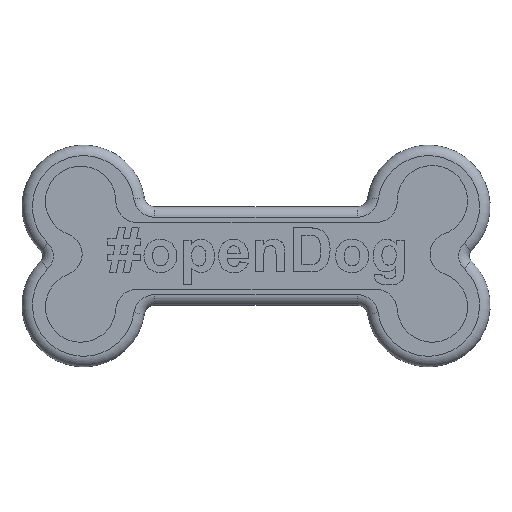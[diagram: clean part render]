
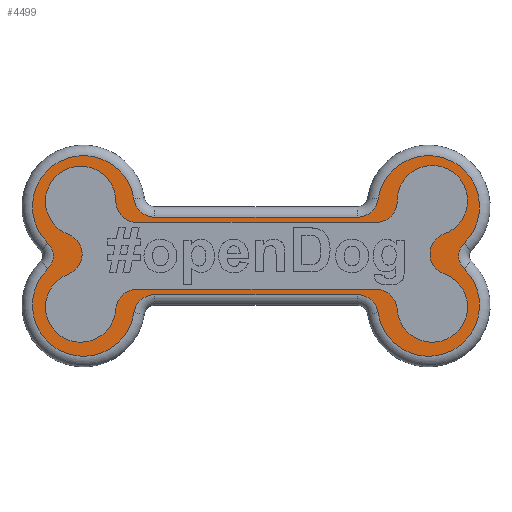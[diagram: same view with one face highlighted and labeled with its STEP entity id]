
A CAD part, top view. The second image highlights one B-rep face of the part: STEP entity #4499.
In plain terms, the highlighted planar face has unit normal (0, 0, 1).
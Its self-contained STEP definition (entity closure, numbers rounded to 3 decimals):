
#163=FACE_BOUND('',#981,.T.);
#486=PLANE('',#4697);
#718=FACE_OUTER_BOUND('',#980,.T.);
#980=EDGE_LOOP('',(#4120,#4121,#4122,#4123,#4124,#4125,#4126,#4127,#4128,
#4129,#4130,#4131));
#981=EDGE_LOOP('',(#4132,#4133,#4134,#4135,#4136,#4137,#4138,#4139,#4140,
#4141,#4142,#4143));
#1316=LINE('',#8766,#1664);
#1318=LINE('',#8802,#1666);
#1328=LINE('',#8838,#1676);
#1329=LINE('',#8850,#1677);
#1664=VECTOR('',#5312,10.);
#1666=VECTOR('',#5358,10.);
#1676=VECTOR('',#5400,10.);
#1677=VECTOR('',#5411,10.);
#1721=CIRCLE('',#4646,14.5);
#1723=CIRCLE('',#4649,5.);
#1726=CIRCLE('',#4653,14.5);
#1729=CIRCLE('',#4657,6.);
#1733=CIRCLE('',#4663,6.);
#1736=CIRCLE('',#4667,14.5);
#1739=CIRCLE('',#4671,5.);
#1742=CIRCLE('',#4675,14.5);
#1745=CIRCLE('',#4679,6.);
#1749=CIRCLE('',#4685,6.);
#1755=CIRCLE('',#4698,6.);
#1756=CIRCLE('',#4699,6.);
#1757=CIRCLE('',#4700,10.);
#1758=CIRCLE('',#4701,6.);
#1759=CIRCLE('',#4702,10.);
#1760=CIRCLE('',#4703,6.);
#1761=CIRCLE('',#4704,6.);
#1762=CIRCLE('',#4705,10.);
#1763=CIRCLE('',#4706,6.);
#1764=CIRCLE('',#4707,10.);
#2164=VERTEX_POINT('',#8736);
#2167=VERTEX_POINT('',#8741);
#2169=VERTEX_POINT('',#8746);
#2171=VERTEX_POINT('',#8752);
#2173=VERTEX_POINT('',#8758);
#2175=VERTEX_POINT('',#8764);
#2177=VERTEX_POINT('',#8770);
#2179=VERTEX_POINT('',#8776);
#2181=VERTEX_POINT('',#8782);
#2183=VERTEX_POINT('',#8788);
#2185=VERTEX_POINT('',#8794);
#2187=VERTEX_POINT('',#8800);
#2195=VERTEX_POINT('',#8834);
#2196=VERTEX_POINT('',#8835);
#2197=VERTEX_POINT('',#8837);
#2198=VERTEX_POINT('',#8839);
#2199=VERTEX_POINT('',#8841);
#2200=VERTEX_POINT('',#8843);
#2201=VERTEX_POINT('',#8845);
#2202=VERTEX_POINT('',#8847);
#2203=VERTEX_POINT('',#8849);
#2204=VERTEX_POINT('',#8851);
#2205=VERTEX_POINT('',#8853);
#2206=VERTEX_POINT('',#8855);
#2803=EDGE_CURVE('',#2167,#2164,#1721,.T.);
#2805=EDGE_CURVE('',#2169,#2167,#1723,.T.);
#2808=EDGE_CURVE('',#2171,#2169,#1726,.T.);
#2811=EDGE_CURVE('',#2173,#2171,#1729,.T.);
#2814=EDGE_CURVE('',#2175,#2173,#1316,.T.);
#2817=EDGE_CURVE('',#2177,#2175,#1733,.T.);
#2820=EDGE_CURVE('',#2179,#2177,#1736,.T.);
#2823=EDGE_CURVE('',#2181,#2179,#1739,.T.);
#2826=EDGE_CURVE('',#2183,#2181,#1742,.T.);
#2829=EDGE_CURVE('',#2185,#2183,#1745,.T.);
#2832=EDGE_CURVE('',#2187,#2185,#1318,.T.);
#2835=EDGE_CURVE('',#2164,#2187,#1749,.T.);
#2849=EDGE_CURVE('',#2195,#2196,#1755,.T.);
#2850=EDGE_CURVE('',#2196,#2197,#1328,.T.);
#2851=EDGE_CURVE('',#2197,#2198,#1756,.T.);
#2852=EDGE_CURVE('',#2198,#2199,#1757,.T.);
#2853=EDGE_CURVE('',#2199,#2200,#1758,.T.);
#2854=EDGE_CURVE('',#2200,#2201,#1759,.T.);
#2855=EDGE_CURVE('',#2201,#2202,#1760,.T.);
#2856=EDGE_CURVE('',#2202,#2203,#1329,.T.);
#2857=EDGE_CURVE('',#2203,#2204,#1761,.T.);
#2858=EDGE_CURVE('',#2204,#2205,#1762,.T.);
#2859=EDGE_CURVE('',#2206,#2205,#1763,.T.);
#2860=EDGE_CURVE('',#2206,#2195,#1764,.T.);
#4120=ORIENTED_EDGE('',*,*,#2803,.F.);
#4121=ORIENTED_EDGE('',*,*,#2805,.F.);
#4122=ORIENTED_EDGE('',*,*,#2808,.F.);
#4123=ORIENTED_EDGE('',*,*,#2811,.F.);
#4124=ORIENTED_EDGE('',*,*,#2814,.F.);
#4125=ORIENTED_EDGE('',*,*,#2817,.F.);
#4126=ORIENTED_EDGE('',*,*,#2820,.F.);
#4127=ORIENTED_EDGE('',*,*,#2823,.F.);
#4128=ORIENTED_EDGE('',*,*,#2826,.F.);
#4129=ORIENTED_EDGE('',*,*,#2829,.F.);
#4130=ORIENTED_EDGE('',*,*,#2832,.F.);
#4131=ORIENTED_EDGE('',*,*,#2835,.F.);
#4132=ORIENTED_EDGE('',*,*,#2849,.T.);
#4133=ORIENTED_EDGE('',*,*,#2850,.T.);
#4134=ORIENTED_EDGE('',*,*,#2851,.T.);
#4135=ORIENTED_EDGE('',*,*,#2852,.T.);
#4136=ORIENTED_EDGE('',*,*,#2853,.T.);
#4137=ORIENTED_EDGE('',*,*,#2854,.T.);
#4138=ORIENTED_EDGE('',*,*,#2855,.T.);
#4139=ORIENTED_EDGE('',*,*,#2856,.T.);
#4140=ORIENTED_EDGE('',*,*,#2857,.T.);
#4141=ORIENTED_EDGE('',*,*,#2858,.T.);
#4142=ORIENTED_EDGE('',*,*,#2859,.F.);
#4143=ORIENTED_EDGE('',*,*,#2860,.T.);
#4499=ADVANCED_FACE('',(#718,#163),#486,.T.);
#4646=AXIS2_PLACEMENT_3D('',#8743,#5282,#5283);
#4649=AXIS2_PLACEMENT_3D('',#8748,#5288,#5289);
#4653=AXIS2_PLACEMENT_3D('',#8754,#5296,#5297);
#4657=AXIS2_PLACEMENT_3D('',#8760,#5304,#5305);
#4663=AXIS2_PLACEMENT_3D('',#8772,#5318,#5319);
#4667=AXIS2_PLACEMENT_3D('',#8778,#5326,#5327);
#4671=AXIS2_PLACEMENT_3D('',#8784,#5334,#5335);
#4675=AXIS2_PLACEMENT_3D('',#8790,#5342,#5343);
#4679=AXIS2_PLACEMENT_3D('',#8796,#5350,#5351);
#4685=AXIS2_PLACEMENT_3D('',#8806,#5364,#5365);
#4697=AXIS2_PLACEMENT_3D('',#8833,#5396,#5397);
#4698=AXIS2_PLACEMENT_3D('',#8836,#5398,#5399);
#4699=AXIS2_PLACEMENT_3D('',#8840,#5401,#5402);
#4700=AXIS2_PLACEMENT_3D('',#8842,#5403,#5404);
#4701=AXIS2_PLACEMENT_3D('',#8844,#5405,#5406);
#4702=AXIS2_PLACEMENT_3D('',#8846,#5407,#5408);
#4703=AXIS2_PLACEMENT_3D('',#8848,#5409,#5410);
#4704=AXIS2_PLACEMENT_3D('',#8852,#5412,#5413);
#4705=AXIS2_PLACEMENT_3D('',#8854,#5414,#5415);
#4706=AXIS2_PLACEMENT_3D('',#8856,#5416,#5417);
#4707=AXIS2_PLACEMENT_3D('',#8857,#5418,#5419);
#5282=DIRECTION('center_axis',(0.,0.,-1.));
#5283=DIRECTION('ref_axis',(-0.456,0.89,0.));
#5288=DIRECTION('center_axis',(0.,0.,1.));
#5289=DIRECTION('ref_axis',(1.,0.,0.));
#5296=DIRECTION('center_axis',(0.,0.,-1.));
#5297=DIRECTION('ref_axis',(-0.456,-0.89,0.));
#5304=DIRECTION('center_axis',(0.,0.,1.));
#5305=DIRECTION('ref_axis',(-0.653,0.757,0.));
#5312=DIRECTION('',(-1.,0.,0.));
#5318=DIRECTION('center_axis',(0.,0.,1.));
#5319=DIRECTION('ref_axis',(0.653,0.757,0.));
#5326=DIRECTION('center_axis',(0.,0.,-1.));
#5327=DIRECTION('ref_axis',(0.456,-0.89,0.));
#5334=DIRECTION('center_axis',(0.,0.,1.));
#5335=DIRECTION('ref_axis',(-1.,0.,0.));
#5342=DIRECTION('center_axis',(0.,0.,-1.));
#5343=DIRECTION('ref_axis',(0.456,0.89,0.));
#5350=DIRECTION('center_axis',(0.,0.,1.));
#5351=DIRECTION('ref_axis',(0.653,-0.757,0.));
#5358=DIRECTION('',(1.,0.,0.));
#5364=DIRECTION('center_axis',(0.,0.,1.));
#5365=DIRECTION('ref_axis',(-0.653,-0.757,0.));
#5396=DIRECTION('center_axis',(0.,0.,1.));
#5397=DIRECTION('ref_axis',(1.,0.,0.));
#5398=DIRECTION('center_axis',(0.,0.,1.));
#5399=DIRECTION('ref_axis',(-0.706,-0.708,0.));
#5400=DIRECTION('',(1.,0.,0.));
#5401=DIRECTION('center_axis',(0.,0.,1.));
#5402=DIRECTION('ref_axis',(0.71,-0.704,0.));
#5403=DIRECTION('center_axis',(0.,0.,-1.));
#5404=DIRECTION('ref_axis',(-1.,0.,0.));
#5405=DIRECTION('center_axis',(0.,0.,1.));
#5406=DIRECTION('ref_axis',(0.332,0.943,0.));
#5407=DIRECTION('center_axis',(0.,0.,-1.));
#5408=DIRECTION('ref_axis',(-1.,0.,0.));
#5409=DIRECTION('center_axis',(0.,0.,1.));
#5410=DIRECTION('ref_axis',(0.685,0.729,0.));
#5411=DIRECTION('',(-1.,0.,0.));
#5412=DIRECTION('center_axis',(0.,0.,1.));
#5413=DIRECTION('ref_axis',(-0.685,0.729,0.));
#5414=DIRECTION('center_axis',(0.,0.,-1.));
#5415=DIRECTION('ref_axis',(-1.,0.,0.));
#5416=DIRECTION('center_axis',(0.,0.,-1.));
#5417=DIRECTION('ref_axis',(-0.348,0.938,0.));
#5418=DIRECTION('center_axis',(0.,0.,-1.));
#5419=DIRECTION('ref_axis',(-1.,0.,0.));
#8736=CARTESIAN_POINT('',(-9.847,25.622,25.));
#8741=CARTESIAN_POINT('',(-34.284,13.09,25.));
#8743=CARTESIAN_POINT('Origin',(-24.191,23.5,25.));
#8746=CARTESIAN_POINT('',(-34.284,5.91,25.));
#8748=CARTESIAN_POINT('Origin',(-37.764,9.5,25.));
#8752=CARTESIAN_POINT('',(-9.847,-6.622,25.));
#8754=CARTESIAN_POINT('Origin',(-24.191,-4.5,25.));
#8758=CARTESIAN_POINT('',(-3.911,-1.5,25.));
#8760=CARTESIAN_POINT('Origin',(-3.911,-7.5,25.));
#8764=CARTESIAN_POINT('',(53.53,-1.5,25.));
#8766=CARTESIAN_POINT('',(-2.316,-1.5,25.));
#8770=CARTESIAN_POINT('',(59.466,-6.622,25.));
#8772=CARTESIAN_POINT('Origin',(53.53,-7.5,25.));
#8776=CARTESIAN_POINT('',(83.903,5.91,25.));
#8778=CARTESIAN_POINT('Origin',(73.809,-4.5,25.));
#8782=CARTESIAN_POINT('',(83.903,13.09,25.));
#8784=CARTESIAN_POINT('Origin',(87.383,9.5,25.));
#8788=CARTESIAN_POINT('',(59.466,25.622,25.));
#8790=CARTESIAN_POINT('Origin',(73.809,23.5,25.));
#8794=CARTESIAN_POINT('',(53.53,20.5,25.));
#8796=CARTESIAN_POINT('Origin',(53.53,26.5,25.));
#8800=CARTESIAN_POINT('',(-3.911,20.5,25.));
#8802=CARTESIAN_POINT('',(23.934,20.5,25.));
#8806=CARTESIAN_POINT('Origin',(-3.911,26.5,25.));
#8833=CARTESIAN_POINT('Origin',(2.059,9.5,25.));
#8834=CARTESIAN_POINT('',(-15.,25.025,25.));
#8835=CARTESIAN_POINT('',(-9.,19.04,25.));
#8836=CARTESIAN_POINT('Origin',(-9.,25.04,25.));
#8837=CARTESIAN_POINT('',(58.907,19.04,25.));
#8838=CARTESIAN_POINT('',(37.03,19.04,25.));
#8839=CARTESIAN_POINT('',(64.907,25.094,25.));
#8840=CARTESIAN_POINT('Origin',(58.907,25.04,25.));
#8841=CARTESIAN_POINT('',(78.226,15.752,25.));
#8842=CARTESIAN_POINT('Origin',(74.907,25.185,25.));
#8843=CARTESIAN_POINT('',(78.226,4.433,25.));
#8844=CARTESIAN_POINT('Origin',(80.218,10.093,25.));
#8845=CARTESIAN_POINT('',(64.926,-5.625,25.));
#8846=CARTESIAN_POINT('Origin',(74.907,-5.,25.));
#8847=CARTESIAN_POINT('',(58.938,0.,25.));
#8848=CARTESIAN_POINT('Origin',(58.938,-6.,25.));
#8849=CARTESIAN_POINT('',(-9.031,0.,25.));
#8850=CARTESIAN_POINT('',(-10.342,0.,25.));
#8851=CARTESIAN_POINT('',(-15.02,-5.625,25.));
#8852=CARTESIAN_POINT('Origin',(-9.031,-6.,25.));
#8853=CARTESIAN_POINT('',(-28.48,4.375,25.));
#8854=CARTESIAN_POINT('Origin',(-25.,-5.,25.));
#8855=CARTESIAN_POINT('',(-28.48,15.625,25.));
#8856=CARTESIAN_POINT('Origin',(-30.568,10.,25.));
#8857=CARTESIAN_POINT('Origin',(-25.,25.,25.));
